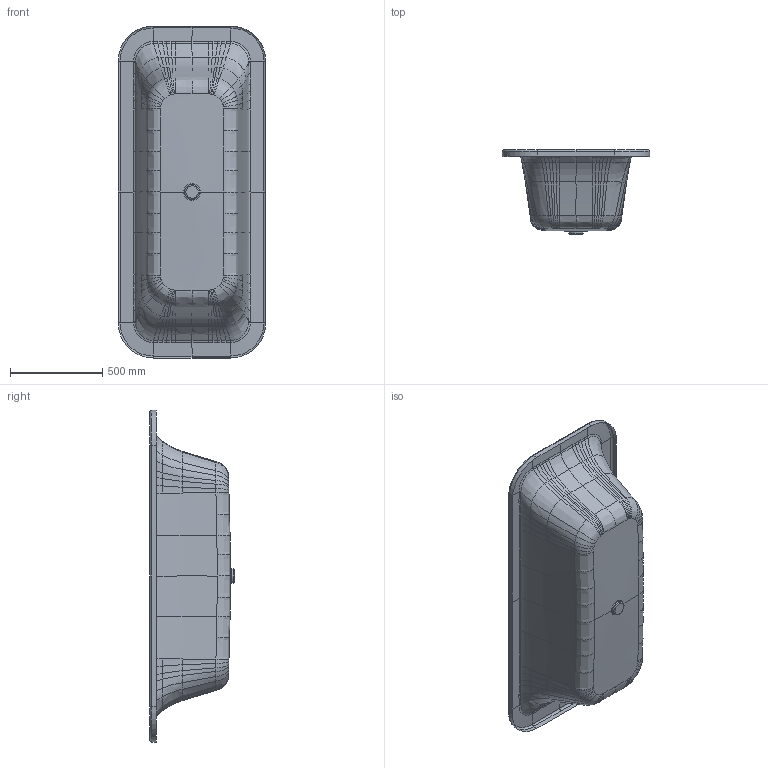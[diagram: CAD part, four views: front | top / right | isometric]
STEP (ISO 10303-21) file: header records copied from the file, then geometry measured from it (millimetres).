
FILE_DESCRIPTION((''),'2;1');
FILE_NAME('UBA180LFS7_LOOP_FRIENDS_SQUARE','2022-06-29T15:51:30',('hegemanc'),('Villeroy & Boch Wellness bv'),'CREO PARAMETRIC BY PTC INC, 2020454','CREO PARAMETRIC BY PTC INC, 2020454','');
FILE_SCHEMA(('CONFIG_CONTROL_DESIGN'));
Length unit declared in the file: millimetre
Products named in the file (1): UBA180LFS7_LOOP_FRIENDS_SQUARE
Bounding box: 800 x 456.54 x 1800 mm (x, y, z)
Surface area: 2655715.9 mm2 (no closed solid volume)
Topology: 0 solids, 1 shells, 329 faces, 788 edges, 454 vertices
Faces by surface type: bspline 228, cylinder 60, torus 16, plane 13, extrusion 8, cone 4
Entity records: 22910 total; most frequent: CARTESIAN_POINT 17247, ORIENTED_EDGE 1484, EDGE_CURVE 788, B_SPLINE_CURVE_WITH_KNOTS 580, DIRECTION 482, VERTEX_POINT 454, EDGE_LOOP 329, FACE_OUTER_BOUND 329
